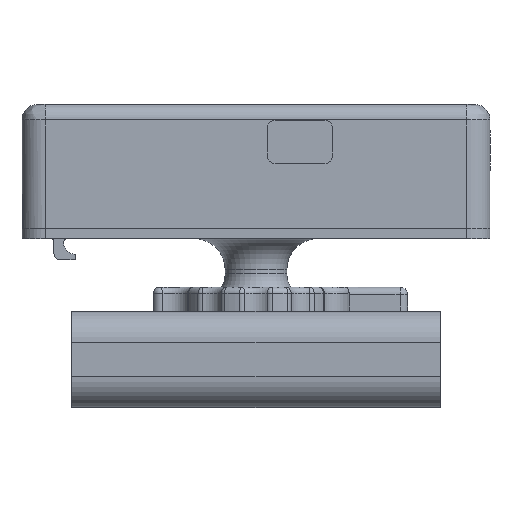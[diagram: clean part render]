
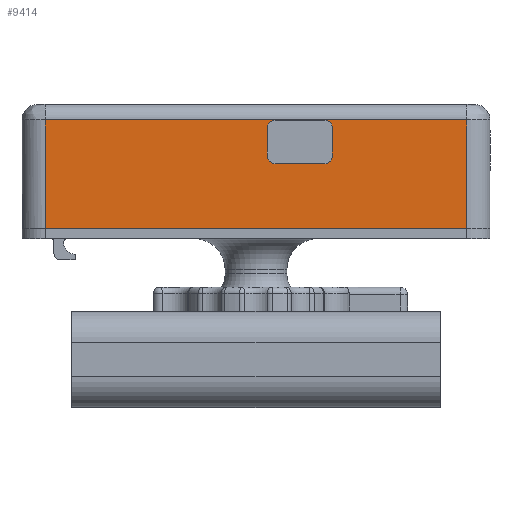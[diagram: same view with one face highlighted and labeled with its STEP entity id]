
A CAD part, front view. The second image highlights one B-rep face of the part: STEP entity #9414.
In plain terms, the highlighted planar face has unit normal (0, -1, 0).
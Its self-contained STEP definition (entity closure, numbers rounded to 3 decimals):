
#650=FACE_BOUND('',#1784,.T.);
#759=PLANE('',#10335);
#1180=FACE_OUTER_BOUND('',#1783,.T.);
#1783=EDGE_LOOP('',(#7921,#7922,#7923,#7924));
#1784=EDGE_LOOP('',(#7925,#7926,#7927,#7928,#7929,#7930,#7931,#7932));
#2289=LINE('',#24991,#2947);
#2301=LINE('',#25030,#2959);
#2305=LINE('',#25042,#2963);
#2309=LINE('',#25054,#2967);
#2321=LINE('',#25080,#2979);
#2401=LINE('',#25772,#3059);
#2402=LINE('',#25776,#3060);
#2403=LINE('',#25777,#3061);
#2947=VECTOR('',#12030,10.);
#2959=VECTOR('',#12060,10.);
#2963=VECTOR('',#12072,10.);
#2967=VECTOR('',#12084,10.);
#2979=VECTOR('',#12106,10.);
#3059=VECTOR('',#12298,10.);
#3060=VECTOR('',#12303,10.);
#3061=VECTOR('',#12304,10.);
#3666=CIRCLE('',#10262,2.);
#3668=CIRCLE('',#10266,2.);
#3670=CIRCLE('',#10270,2.);
#3673=CIRCLE('',#10275,2.);
#4240=VERTEX_POINT('',#24988);
#4241=VERTEX_POINT('',#24990);
#4255=VERTEX_POINT('',#25020);
#4256=VERTEX_POINT('',#25021);
#4259=VERTEX_POINT('',#25029);
#4261=VERTEX_POINT('',#25035);
#4263=VERTEX_POINT('',#25041);
#4265=VERTEX_POINT('',#25047);
#4267=VERTEX_POINT('',#25053);
#4270=VERTEX_POINT('',#25061);
#4426=VERTEX_POINT('',#25771);
#4427=VERTEX_POINT('',#25775);
#5441=EDGE_CURVE('',#4240,#4241,#2289,.T.);
#5456=EDGE_CURVE('',#4255,#4256,#3666,.T.);
#5460=EDGE_CURVE('',#4259,#4256,#2301,.T.);
#5463=EDGE_CURVE('',#4259,#4261,#3668,.T.);
#5466=EDGE_CURVE('',#4263,#4261,#2305,.T.);
#5469=EDGE_CURVE('',#4263,#4265,#3670,.T.);
#5472=EDGE_CURVE('',#4267,#4265,#2309,.T.);
#5476=EDGE_CURVE('',#4267,#4270,#3673,.T.);
#5486=EDGE_CURVE('',#4255,#4270,#2321,.T.);
#5659=EDGE_CURVE('',#4426,#4241,#2401,.T.);
#5661=EDGE_CURVE('',#4426,#4427,#2402,.T.);
#5662=EDGE_CURVE('',#4427,#4240,#2403,.T.);
#7921=ORIENTED_EDGE('',*,*,#5661,.F.);
#7922=ORIENTED_EDGE('',*,*,#5659,.T.);
#7923=ORIENTED_EDGE('',*,*,#5441,.F.);
#7924=ORIENTED_EDGE('',*,*,#5662,.F.);
#7925=ORIENTED_EDGE('',*,*,#5466,.T.);
#7926=ORIENTED_EDGE('',*,*,#5463,.F.);
#7927=ORIENTED_EDGE('',*,*,#5460,.T.);
#7928=ORIENTED_EDGE('',*,*,#5456,.F.);
#7929=ORIENTED_EDGE('',*,*,#5486,.T.);
#7930=ORIENTED_EDGE('',*,*,#5476,.F.);
#7931=ORIENTED_EDGE('',*,*,#5472,.T.);
#7932=ORIENTED_EDGE('',*,*,#5469,.F.);
#9414=ADVANCED_FACE('',(#1180,#650),#759,.T.);
#10262=AXIS2_PLACEMENT_3D('',#25022,#12052,#12053);
#10266=AXIS2_PLACEMENT_3D('',#25036,#12065,#12066);
#10270=AXIS2_PLACEMENT_3D('',#25048,#12077,#12078);
#10275=AXIS2_PLACEMENT_3D('',#25062,#12091,#12092);
#10335=AXIS2_PLACEMENT_3D('',#25774,#12301,#12302);
#12030=DIRECTION('',(-1.,0.,0.));
#12052=DIRECTION('center_axis',(0.,-1.,0.));
#12053=DIRECTION('ref_axis',(-0.707,0.,-0.707));
#12060=DIRECTION('',(-1.,0.,0.));
#12065=DIRECTION('center_axis',(0.,-1.,0.));
#12066=DIRECTION('ref_axis',(0.707,0.,-0.707));
#12072=DIRECTION('',(0.,0.,-1.));
#12077=DIRECTION('center_axis',(0.,-1.,0.));
#12078=DIRECTION('ref_axis',(0.707,0.,0.707));
#12084=DIRECTION('',(1.,0.,0.));
#12091=DIRECTION('center_axis',(0.,-1.,0.));
#12092=DIRECTION('ref_axis',(-0.707,0.,0.707));
#12106=DIRECTION('',(0.,0.,1.));
#12298=DIRECTION('',(0.,0.,-1.));
#12301=DIRECTION('center_axis',(0.,-1.,0.));
#12302=DIRECTION('ref_axis',(1.,0.,0.));
#12303=DIRECTION('',(1.,0.,0.));
#12304=DIRECTION('',(0.,0.,-1.));
#24988=CARTESIAN_POINT('',(52.4,-50.9,135.667));
#24990=CARTESIAN_POINT('',(-56.4,-50.9,135.667));
#24991=CARTESIAN_POINT('',(-32.2,-50.9,135.667));
#25020=CARTESIAN_POINT('',(0.92,-50.9,154.384));
#25021=CARTESIAN_POINT('',(2.92,-50.9,152.384));
#25022=CARTESIAN_POINT('Origin',(2.92,-50.9,154.384));
#25029=CARTESIAN_POINT('',(15.73,-50.9,152.384));
#25030=CARTESIAN_POINT('',(-22.335,-50.9,152.384));
#25035=CARTESIAN_POINT('',(17.73,-50.9,154.384));
#25036=CARTESIAN_POINT('Origin',(15.73,-50.9,154.384));
#25041=CARTESIAN_POINT('',(17.73,-50.9,161.666));
#25042=CARTESIAN_POINT('',(17.73,-50.9,150.241));
#25047=CARTESIAN_POINT('',(15.73,-50.9,163.666));
#25048=CARTESIAN_POINT('Origin',(15.73,-50.9,161.666));
#25053=CARTESIAN_POINT('',(2.92,-50.9,163.666));
#25054=CARTESIAN_POINT('',(-30.74,-50.9,163.666));
#25061=CARTESIAN_POINT('',(0.92,-50.9,161.666));
#25062=CARTESIAN_POINT('Origin',(2.92,-50.9,161.666));
#25080=CARTESIAN_POINT('',(0.92,-50.9,145.226));
#25771=CARTESIAN_POINT('',(-56.4,-50.9,163.69));
#25772=CARTESIAN_POINT('',(-56.4,-50.9,140.667));
#25774=CARTESIAN_POINT('Origin',(-62.4,-50.9,138.067));
#25775=CARTESIAN_POINT('',(52.4,-50.9,163.69));
#25776=CARTESIAN_POINT('',(-32.2,-50.9,163.69));
#25777=CARTESIAN_POINT('',(52.4,-50.9,140.667));
